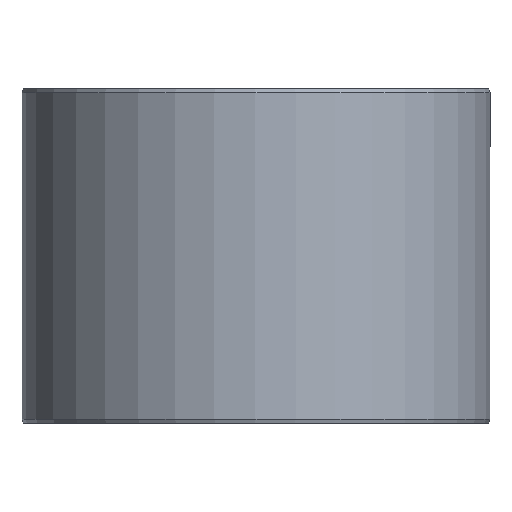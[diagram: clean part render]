
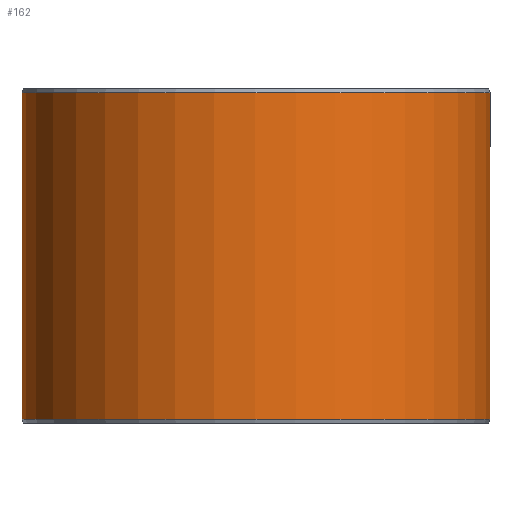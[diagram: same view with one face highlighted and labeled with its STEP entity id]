
A CAD part, front view. The second image highlights one B-rep face of the part: STEP entity #162.
In plain terms, the highlighted cylindrical face has radius 105 mm (diameter 210 mm), a partial arc.
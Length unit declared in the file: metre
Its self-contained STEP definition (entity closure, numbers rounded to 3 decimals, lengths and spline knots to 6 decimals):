
#162=ADVANCED_FACE('',(#185,#186),#187,.T.);
#185=FACE_OUTER_BOUND('',#211,.T.);
#186=FACE_BOUND('',#212,.T.);
#187=CYLINDRICAL_SURFACE('',#213,0.105);
#211=EDGE_LOOP('',(#289,#290,#291,#292));
#212=EDGE_LOOP('',(#293));
#213=AXIS2_PLACEMENT_3D('',#294,#295,#296);
#289=ORIENTED_EDGE('',*,*,#314,.T.);
#290=ORIENTED_EDGE('',*,*,#323,.F.);
#291=ORIENTED_EDGE('',*,*,#309,.F.);
#292=ORIENTED_EDGE('',*,*,#324,.T.);
#293=ORIENTED_EDGE('',*,*,#327,.T.);
#294=CARTESIAN_POINT('',(0.,0.,0.0));
#295=DIRECTION('',(0.,0.0,-1.0));
#296=DIRECTION('',(-1.0,0.0,0.));
#309=EDGE_CURVE('',#341,#342,#343,.T.);
#314=EDGE_CURVE('',#351,#349,#352,.T.);
#323=EDGE_CURVE('',#342,#349,#365,.T.);
#324=EDGE_CURVE('',#341,#351,#366,.T.);
#327=EDGE_CURVE('',#370,#370,#371,.T.);
#341=VERTEX_POINT('',#389);
#342=VERTEX_POINT('',#390);
#343=CIRCLE('',#391,0.105);
#349=VERTEX_POINT('',#399);
#351=VERTEX_POINT('',#402);
#352=CIRCLE('',#403,0.105);
#365=LINE('',#422,#423);
#366=LINE('',#424,#425);
#370=VERTEX_POINT('',#501);
#371=B_SPLINE_CURVE_WITH_KNOTS('',3,(#502,#503,#504,#505,#506,#507,#508,#509,#510,#511,#512,#513,#514,#515,#516,#517,#518,#519,#520,#521,#522,#523,#524,#525,#526,#527,#528,#529,#530,#531,#532,#533,#534,#535,#536,#537,#538,#539,#540,#541,#542,#543,#544,#545,#546,#547,#548,#549,#550,#551,#552,#553,#554,#555,#556,#557,#558,#559,#560,#561,#562,#563,#564,#565,#566,#567,#568,#569,#570,#571,#572,#573),.UNSPECIFIED.,.T.,.F.,(2,2,2,2,2,2,2,2,2,2,2,2,2,2,2,2,2,2,2,2,2,2,2,2,2,2,2,2,2,2,2,2,2,2,2,2,2,2),(-0.000977,0.0,0.000977,0.001466,0.001954,0.002931,0.003908,0.004885,0.005862,0.006839,0.007816,0.008793,0.00977,0.010747,0.011725,0.012702,0.01319,0.013679,0.014656,0.015633,0.01661,0.017587,0.018564,0.019541,0.020518,0.021495,0.022472,0.023449,0.024426,0.024915,0.025403,0.02638,0.027357,0.028334,0.029311,0.030288,0.031265,0.032242),.UNSPECIFIED.);
#389=CARTESIAN_POINT('',(0.001833,0.104984,0.0018));
#390=CARTESIAN_POINT('',(0.,0.105,0.0018));
#391=AXIS2_PLACEMENT_3D('',#587,#588,#589);
#399=CARTESIAN_POINT('',(0.,0.105,0.1482));
#402=CARTESIAN_POINT('',(0.001833,0.104984,0.1482));
#403=AXIS2_PLACEMENT_3D('',#596,#597,#598);
#422=CARTESIAN_POINT('',(0.,0.105,0.0018));
#423=VECTOR('',#611,1.0);
#424=CARTESIAN_POINT('',(0.001833,0.104984,0.0018));
#425=VECTOR('',#612,1.0);
#501=CARTESIAN_POINT('',(0.087325,-0.058303,0.075));
#502=CARTESIAN_POINT('',(0.087325,-0.058303,0.07467));
#503=CARTESIAN_POINT('',(0.087325,-0.058303,0.07533));
#504=CARTESIAN_POINT('',(0.087343,-0.058276,0.075655));
#505=CARTESIAN_POINT('',(0.087396,-0.058197,0.076135));
#506=CARTESIAN_POINT('',(0.087418,-0.058164,0.076293));
#507=CARTESIAN_POINT('',(0.087471,-0.058085,0.076607));
#508=CARTESIAN_POINT('',(0.087502,-0.058038,0.076763));
#509=CARTESIAN_POINT('',(0.087606,-0.057881,0.077217));
#510=CARTESIAN_POINT('',(0.087691,-0.057753,0.077505));
#511=CARTESIAN_POINT('',(0.08789,-0.057449,0.078048));
#512=CARTESIAN_POINT('',(0.088005,-0.057272,0.078305));
#513=CARTESIAN_POINT('',(0.088256,-0.056885,0.078766));
#514=CARTESIAN_POINT('',(0.088392,-0.056673,0.078973));
#515=CARTESIAN_POINT('',(0.088686,-0.056212,0.079339));
#516=CARTESIAN_POINT('',(0.088842,-0.055966,0.079494));
#517=CARTESIAN_POINT('',(0.089161,-0.055456,0.079744));
#518=CARTESIAN_POINT('',(0.089327,-0.055188,0.07984));
#519=CARTESIAN_POINT('',(0.089665,-0.054638,0.079968));
#520=CARTESIAN_POINT('',(0.089833,-0.054361,0.08));
#521=CARTESIAN_POINT('',(0.090169,-0.053802,0.08));
#522=CARTESIAN_POINT('',(0.090338,-0.053517,0.079968));
#523=CARTESIAN_POINT('',(0.090664,-0.052964,0.07984));
#524=CARTESIAN_POINT('',(0.09082,-0.052695,0.079746));
#525=CARTESIAN_POINT('',(0.091123,-0.05217,0.079495));
#526=CARTESIAN_POINT('',(0.091268,-0.051916,0.079339));
#527=CARTESIAN_POINT('',(0.091535,-0.051444,0.078977));
#528=CARTESIAN_POINT('',(0.091658,-0.051223,0.078771));
#529=CARTESIAN_POINT('',(0.091885,-0.050815,0.078304));
#530=CARTESIAN_POINT('',(0.091985,-0.050634,0.078051));
#531=CARTESIAN_POINT('',(0.092116,-0.050395,0.077645));
#532=CARTESIAN_POINT('',(0.092156,-0.050321,0.077505));
#533=CARTESIAN_POINT('',(0.09223,-0.050185,0.077216));
#534=CARTESIAN_POINT('',(0.092264,-0.050123,0.077066));
#535=CARTESIAN_POINT('',(0.092354,-0.049957,0.076612));
#536=CARTESIAN_POINT('',(0.092399,-0.049874,0.0763));
#537=CARTESIAN_POINT('',(0.09246,-0.049761,0.07566));
#538=CARTESIAN_POINT('',(0.092476,-0.049732,0.075328));
#539=CARTESIAN_POINT('',(0.092476,-0.049732,0.074675));
#540=CARTESIAN_POINT('',(0.092461,-0.04976,0.074351));
#541=CARTESIAN_POINT('',(0.0924,-0.049872,0.073706));
#542=CARTESIAN_POINT('',(0.092355,-0.049957,0.07339));
#543=CARTESIAN_POINT('',(0.092236,-0.050175,0.072788));
#544=CARTESIAN_POINT('',(0.092162,-0.050311,0.072498));
#545=CARTESIAN_POINT('',(0.091986,-0.050632,0.071951));
#546=CARTESIAN_POINT('',(0.091886,-0.050813,0.071699));
#547=CARTESIAN_POINT('',(0.091662,-0.051216,0.071237));
#548=CARTESIAN_POINT('',(0.091537,-0.05144,0.071026));
#549=CARTESIAN_POINT('',(0.091269,-0.051914,0.070662));
#550=CARTESIAN_POINT('',(0.091127,-0.052163,0.070509));
#551=CARTESIAN_POINT('',(0.090825,-0.052687,0.070257));
#552=CARTESIAN_POINT('',(0.090665,-0.052962,0.070161));
#553=CARTESIAN_POINT('',(0.090341,-0.053513,0.070033));
#554=CARTESIAN_POINT('',(0.090175,-0.053792,0.07));
#555=CARTESIAN_POINT('',(0.089835,-0.054357,0.07));
#556=CARTESIAN_POINT('',(0.089666,-0.054636,0.070032));
#557=CARTESIAN_POINT('',(0.089415,-0.055045,0.070127));
#558=CARTESIAN_POINT('',(0.089332,-0.05518,0.070166));
#559=CARTESIAN_POINT('',(0.089167,-0.055446,0.070261));
#560=CARTESIAN_POINT('',(0.089084,-0.055579,0.070317));
#561=CARTESIAN_POINT('',(0.088843,-0.055965,0.070505));
#562=CARTESIAN_POINT('',(0.088689,-0.056207,0.070658));
#563=CARTESIAN_POINT('',(0.088397,-0.056666,0.07102));
#564=CARTESIAN_POINT('',(0.088258,-0.056883,0.071231));
#565=CARTESIAN_POINT('',(0.088007,-0.05727,0.071692));
#566=CARTESIAN_POINT('',(0.087893,-0.057444,0.071944));
#567=CARTESIAN_POINT('',(0.087693,-0.05775,0.072489));
#568=CARTESIAN_POINT('',(0.087607,-0.05788,0.072781));
#569=CARTESIAN_POINT('',(0.087468,-0.058089,0.073382));
#570=CARTESIAN_POINT('',(0.087415,-0.058169,0.073696));
#571=CARTESIAN_POINT('',(0.087343,-0.058276,0.074343));
#572=CARTESIAN_POINT('',(0.087325,-0.058303,0.07467));
#573=CARTESIAN_POINT('',(0.087325,-0.058303,0.07533));
#587=CARTESIAN_POINT('',(0.,0.,0.0018));
#588=DIRECTION('',(0.,0.0,-1.0));
#589=DIRECTION('',(-1.0,0.0,0.));
#596=CARTESIAN_POINT('',(0.,0.,0.1482));
#597=DIRECTION('',(0.,0.0,-1.0));
#598=DIRECTION('',(-1.0,0.0,0.));
#611=DIRECTION('',(0.,0.,1.0));
#612=DIRECTION('',(0.,0.,1.0));
